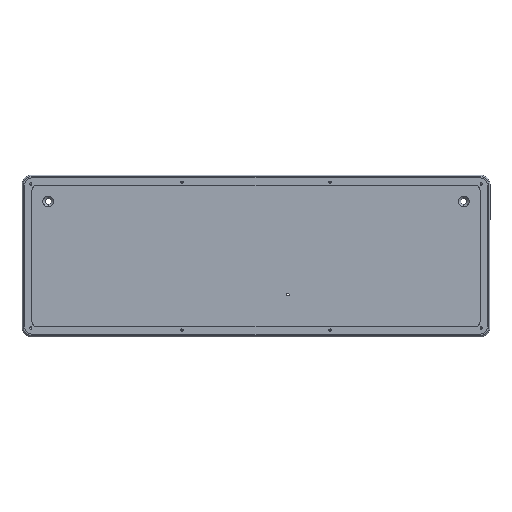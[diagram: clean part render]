
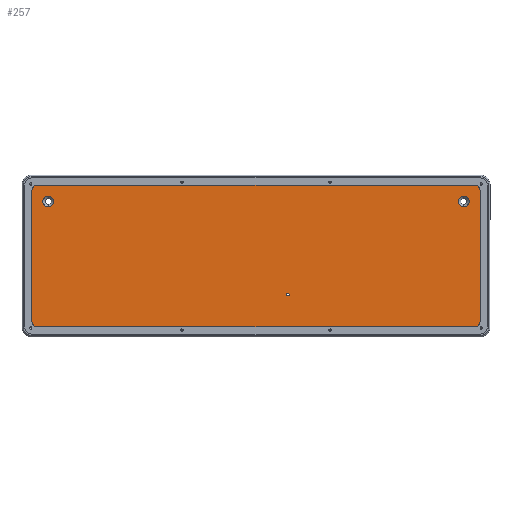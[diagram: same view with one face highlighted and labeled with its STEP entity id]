
A CAD part, front view. The second image highlights one B-rep face of the part: STEP entity #257.
In plain terms, the highlighted planar face has unit normal (0, -1, 0).
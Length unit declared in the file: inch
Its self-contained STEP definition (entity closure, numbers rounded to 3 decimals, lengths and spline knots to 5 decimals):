
#11 = EDGE_CURVE ( 'NONE', #2358, #1411, #443, .T. ) ;
#28 = EDGE_CURVE ( 'NONE', #2540, #2915, #2426, .T. ) ;
#98 = EDGE_CURVE ( 'NONE', #2894, #2540, #379, .T. ) ;
#131 = FACE_BOUND ( 'NONE', #2394, .T. ) ;
#134 = DIRECTION ( 'NONE',  ( 0., -1., 0. ) ) ;
#138 = FACE_BOUND ( 'NONE', #588, .T. ) ;
#140 = FACE_BOUND ( 'NONE', #656, .T. ) ;
#198 = AXIS2_PLACEMENT_3D ( 'NONE', #1056, #2655, #1267 ) ;
#199 = FACE_OUTER_BOUND ( 'NONE', #696, .T. ) ;
#215 = AXIS2_PLACEMENT_3D ( 'NONE', #1472, #134, #1685 ) ;
#257 = ADVANCED_FACE ( 'NONE', ( #140, #131, #138, #199 ), #793, .F. ) ;
#373 = VECTOR ( 'NONE', #2329, 39.37008 ) ;
#379 = LINE ( 'NONE', #2334, #373 ) ;
#383 = EDGE_CURVE ( 'NONE', #1030, #2894, #2925, .T. ) ;
#420 = CARTESIAN_POINT ( 'NONE',  ( 0.62926, 0.3925, 3.576 ) ) ;
#434 = DIRECTION ( 'NONE',  ( 0., -1., 0. ) ) ;
#440 = DIRECTION ( 'NONE',  ( 0., 0., -1. ) ) ;
#443 = CIRCLE ( 'NONE', #1792, 0.1437 ) ;
#462 = CARTESIAN_POINT ( 'NONE',  ( 0.19126, 0.3925, 0.32626 ) ) ;
#494 = VERTEX_POINT ( 'NONE', #707 ) ;
#571 = LINE ( 'NONE', #2112, #607 ) ;
#588 = EDGE_LOOP ( 'NONE', ( #1174, #1173 ) ) ;
#607 = VECTOR ( 'NONE', #2072, 39.37008 ) ;
#627 = VECTOR ( 'NONE', #1958, 39.37008 ) ;
#630 = LINE ( 'NONE', #2167, #627 ) ;
#646 = DIRECTION ( 'NONE',  ( 0., -1., 0. ) ) ;
#656 = EDGE_LOOP ( 'NONE', ( #1193, #1190 ) ) ;
#683 = CARTESIAN_POINT ( 'NONE',  ( 0.32626, 0.3925, 3.879 ) ) ;
#688 = DIRECTION ( 'NONE',  ( 0., 0., 1. ) ) ;
#696 = EDGE_LOOP ( 'NONE', ( #1160, #1157, #1150, #1144, #1140, #1135, #1132, #1131 ) ) ;
#707 = CARTESIAN_POINT ( 'NONE',  ( 0.19126, 0.3925, 3.879 ) ) ;
#730 = DIRECTION ( 'NONE',  ( 0., 1., 0. ) ) ;
#770 = VECTOR ( 'NONE', #1714, 39.37008 ) ;
#775 = CARTESIAN_POINT ( 'NONE',  ( 0., 0.3925, 0. ) ) ;
#793 = PLANE ( 'NONE',  #1532 ) ;
#797 = LINE ( 'NONE', #1672, #770 ) ;
#847 = DIRECTION ( 'NONE',  ( 0., 0., 1. ) ) ;
#855 = CARTESIAN_POINT ( 'NONE',  ( 7.09479, 0.3925, 1.06279 ) ) ;
#894 = VERTEX_POINT ( 'NONE', #2472 ) ;
#912 = AXIS2_PLACEMENT_3D ( 'NONE', #420, #434, #440 ) ;
#933 = DIRECTION ( 'NONE',  ( 0., -1., 0. ) ) ;
#1009 = AXIS2_PLACEMENT_3D ( 'NONE', #1263, #1725, #1732 ) ;
#1017 = AXIS2_PLACEMENT_3D ( 'NONE', #683, #646, #847 ) ;
#1030 = VERTEX_POINT ( 'NONE', #462 ) ;
#1035 = DIRECTION ( 'NONE',  ( 0., 0., 1. ) ) ;
#1049 = AXIS2_PLACEMENT_3D ( 'NONE', #1339, #1343, #1352 ) ;
#1053 = AXIS2_PLACEMENT_3D ( 'NONE', #855, #933, #1035 ) ;
#1056 = CARTESIAN_POINT ( 'NONE',  ( 0.62926, 0.3925, 3.576 ) ) ;
#1065 = CARTESIAN_POINT ( 'NONE',  ( 7.09479, 0.3925, 1.02342 ) ) ;
#1131 = ORIENTED_EDGE ( 'NONE', *, *, #28, .T. ) ;
#1132 = ORIENTED_EDGE ( 'NONE', *, *, #98, .T. ) ;
#1135 = ORIENTED_EDGE ( 'NONE', *, *, #383, .T. ) ;
#1140 = ORIENTED_EDGE ( 'NONE', *, *, #2512, .T. ) ;
#1144 = ORIENTED_EDGE ( 'NONE', *, *, #1953, .T. ) ;
#1150 = ORIENTED_EDGE ( 'NONE', *, *, #2493, .F. ) ;
#1153 = VERTEX_POINT ( 'NONE', #2722 ) ;
#1157 = ORIENTED_EDGE ( 'NONE', *, *, #1977, .T. ) ;
#1160 = ORIENTED_EDGE ( 'NONE', *, *, #2454, .F. ) ;
#1173 = ORIENTED_EDGE ( 'NONE', *, *, #1869, .F. ) ;
#1174 = ORIENTED_EDGE ( 'NONE', *, *, #11, .F. ) ;
#1179 = ORIENTED_EDGE ( 'NONE', *, *, #2211, .F. ) ;
#1185 = ORIENTED_EDGE ( 'NONE', *, *, #3001, .F. ) ;
#1190 = ORIENTED_EDGE ( 'NONE', *, *, #2991, .F. ) ;
#1193 = ORIENTED_EDGE ( 'NONE', *, *, #1853, .F. ) ;
#1214 = CARTESIAN_POINT ( 'NONE',  ( 11.85094, 0.3925, 3.4323 ) ) ;
#1263 = CARTESIAN_POINT ( 'NONE',  ( 12.15394, 0.3925, 3.879 ) ) ;
#1267 = DIRECTION ( 'NONE',  ( 0., 0., -1. ) ) ;
#1285 = CARTESIAN_POINT ( 'NONE',  ( 0.32626, 0.3925, 4.014 ) ) ;
#1339 = CARTESIAN_POINT ( 'NONE',  ( 11.85094, 0.3925, 3.576 ) ) ;
#1340 = AXIS2_PLACEMENT_3D ( 'NONE', #2729, #2732, #2749 ) ;
#1343 = DIRECTION ( 'NONE',  ( 0., -1., 0. ) ) ;
#1352 = DIRECTION ( 'NONE',  ( 0., 0., -1. ) ) ;
#1358 = CARTESIAN_POINT ( 'NONE',  ( 12.28894, 0.3925, 3.879 ) ) ;
#1365 = VERTEX_POINT ( 'NONE', #1957 ) ;
#1368 = CIRCLE ( 'NONE', #912, 0.1437 ) ;
#1411 = VERTEX_POINT ( 'NONE', #2529 ) ;
#1472 = CARTESIAN_POINT ( 'NONE',  ( 7.09479, 0.3925, 1.06279 ) ) ;
#1532 = AXIS2_PLACEMENT_3D ( 'NONE', #775, #730, #688 ) ;
#1561 = CARTESIAN_POINT ( 'NONE',  ( 12.28894, 0.3925, 0.32626 ) ) ;
#1639 = CARTESIAN_POINT ( 'NONE',  ( 12.15394, 0.3925, 4.014 ) ) ;
#1672 = CARTESIAN_POINT ( 'NONE',  ( 12.28894, 0.3925, 0. ) ) ;
#1685 = DIRECTION ( 'NONE',  ( 0., 0., 1. ) ) ;
#1714 = DIRECTION ( 'NONE',  ( 0., 0., -1. ) ) ;
#1725 = DIRECTION ( 'NONE',  ( 0., -1., 0. ) ) ;
#1732 = DIRECTION ( 'NONE',  ( 0., 0., 1. ) ) ;
#1777 = VERTEX_POINT ( 'NONE', #1065 ) ;
#1781 = AXIS2_PLACEMENT_3D ( 'NONE', #2875, #2859, #2856 ) ;
#1792 = AXIS2_PLACEMENT_3D ( 'NONE', #2911, #2909, #2900 ) ;
#1853 = EDGE_CURVE ( 'NONE', #1365, #1777, #2151, .T. ) ;
#1869 = EDGE_CURVE ( 'NONE', #1411, #2358, #2125, .T. ) ;
#1892 = CIRCLE ( 'NONE', #1009, 0.135 ) ;
#1919 = CIRCLE ( 'NONE', #1017, 0.135 ) ;
#1953 = EDGE_CURVE ( 'NONE', #2370, #494, #1919, .T. ) ;
#1957 = CARTESIAN_POINT ( 'NONE',  ( 7.09479, 0.3925, 1.10216 ) ) ;
#1958 = DIRECTION ( 'NONE',  ( 1., 0., 0. ) ) ;
#1977 = EDGE_CURVE ( 'NONE', #2380, #2449, #1892, .T. ) ;
#2072 = DIRECTION ( 'NONE',  ( 0., 0., -1. ) ) ;
#2112 = CARTESIAN_POINT ( 'NONE',  ( 0.19126, 0.3925, 0. ) ) ;
#2125 = CIRCLE ( 'NONE', #1049, 0.1437 ) ;
#2151 = CIRCLE ( 'NONE', #1053, 0.03937 ) ;
#2167 = CARTESIAN_POINT ( 'NONE',  ( 0., 0.3925, 4.014 ) ) ;
#2211 = EDGE_CURVE ( 'NONE', #894, #1153, #1368, .T. ) ;
#2284 = CARTESIAN_POINT ( 'NONE',  ( 12.15394, 0.3925, 0.19126 ) ) ;
#2294 = CIRCLE ( 'NONE', #198, 0.1437 ) ;
#2329 = DIRECTION ( 'NONE',  ( 1., 0., 0. ) ) ;
#2334 = CARTESIAN_POINT ( 'NONE',  ( 0., 0.3925, 0.19126 ) ) ;
#2358 = VERTEX_POINT ( 'NONE', #1214 ) ;
#2370 = VERTEX_POINT ( 'NONE', #1285 ) ;
#2380 = VERTEX_POINT ( 'NONE', #1358 ) ;
#2394 = EDGE_LOOP ( 'NONE', ( #1185, #1179 ) ) ;
#2426 = CIRCLE ( 'NONE', #1781, 0.135 ) ;
#2449 = VERTEX_POINT ( 'NONE', #1639 ) ;
#2450 = CIRCLE ( 'NONE', #215, 0.03937 ) ;
#2454 = EDGE_CURVE ( 'NONE', #2380, #2915, #797, .T. ) ;
#2472 = CARTESIAN_POINT ( 'NONE',  ( 0.62926, 0.3925, 3.7197 ) ) ;
#2493 = EDGE_CURVE ( 'NONE', #2370, #2449, #630, .T. ) ;
#2512 = EDGE_CURVE ( 'NONE', #494, #1030, #571, .T. ) ;
#2529 = CARTESIAN_POINT ( 'NONE',  ( 11.85094, 0.3925, 3.7197 ) ) ;
#2540 = VERTEX_POINT ( 'NONE', #2284 ) ;
#2655 = DIRECTION ( 'NONE',  ( 0., -1., 0. ) ) ;
#2722 = CARTESIAN_POINT ( 'NONE',  ( 0.62926, 0.3925, 3.4323 ) ) ;
#2729 = CARTESIAN_POINT ( 'NONE',  ( 0.32626, 0.3925, 0.32626 ) ) ;
#2732 = DIRECTION ( 'NONE',  ( 0., -1., 0. ) ) ;
#2749 = DIRECTION ( 'NONE',  ( 0., 0., 1. ) ) ;
#2856 = DIRECTION ( 'NONE',  ( 0., 0., 1. ) ) ;
#2859 = DIRECTION ( 'NONE',  ( 0., -1., 0. ) ) ;
#2873 = CARTESIAN_POINT ( 'NONE',  ( 0.32626, 0.3925, 0.19126 ) ) ;
#2875 = CARTESIAN_POINT ( 'NONE',  ( 12.15394, 0.3925, 0.32626 ) ) ;
#2894 = VERTEX_POINT ( 'NONE', #2873 ) ;
#2900 = DIRECTION ( 'NONE',  ( 0., 0., -1. ) ) ;
#2909 = DIRECTION ( 'NONE',  ( 0., -1., 0. ) ) ;
#2911 = CARTESIAN_POINT ( 'NONE',  ( 11.85094, 0.3925, 3.576 ) ) ;
#2915 = VERTEX_POINT ( 'NONE', #1561 ) ;
#2925 = CIRCLE ( 'NONE', #1340, 0.135 ) ;
#2991 = EDGE_CURVE ( 'NONE', #1777, #1365, #2450, .T. ) ;
#3001 = EDGE_CURVE ( 'NONE', #1153, #894, #2294, .T. ) ;
